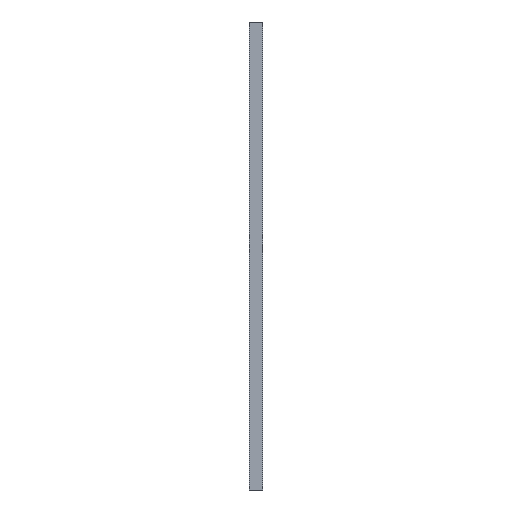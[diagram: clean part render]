
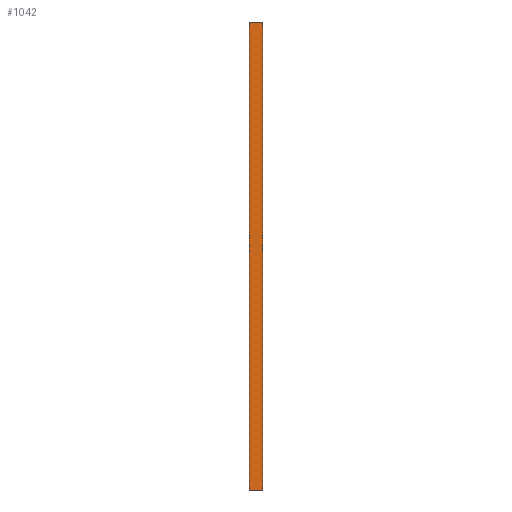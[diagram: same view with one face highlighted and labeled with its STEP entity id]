
A CAD part, left-side view. The second image highlights one B-rep face of the part: STEP entity #1042.
In plain terms, the highlighted planar face has unit normal (-1, 0, 0).
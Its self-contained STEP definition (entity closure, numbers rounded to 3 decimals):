
#104=FACE_OUTER_BOUND('',#170,.T.);
#170=EDGE_LOOP('',(#811,#812,#813,#814));
#224=LINE('',#1535,#332);
#251=LINE('',#1636,#359);
#253=LINE('',#1640,#361);
#278=LINE('',#1738,#386);
#332=VECTOR('',#1218,10.);
#359=VECTOR('',#1295,10.);
#361=VECTOR('',#1299,10.);
#386=VECTOR('',#1374,10.);
#439=VERTEX_POINT('',#1532);
#440=VERTEX_POINT('',#1534);
#489=VERTEX_POINT('',#1634);
#490=VERTEX_POINT('',#1638);
#544=EDGE_CURVE('',#439,#440,#224,.T.);
#595=EDGE_CURVE('',#439,#489,#251,.T.);
#597=EDGE_CURVE('',#490,#489,#253,.T.);
#646=EDGE_CURVE('',#490,#440,#278,.T.);
#811=ORIENTED_EDGE('',*,*,#595,.T.);
#812=ORIENTED_EDGE('',*,*,#597,.F.);
#813=ORIENTED_EDGE('',*,*,#646,.T.);
#814=ORIENTED_EDGE('',*,*,#544,.F.);
#1012=PLANE('',#1158);
#1042=ADVANCED_FACE('',(#104),#1012,.F.);
#1158=AXIS2_PLACEMENT_3D('',#1739,#1375,#1376);
#1218=DIRECTION('',(0.,0.,1.));
#1295=DIRECTION('',(0.,-1.,0.));
#1299=DIRECTION('',(0.,0.,-1.));
#1374=DIRECTION('',(0.,1.,0.));
#1375=DIRECTION('center_axis',(1.,0.,0.));
#1376=DIRECTION('ref_axis',(0.,0.,-1.));
#1532=CARTESIAN_POINT('',(-15.,6.,-59.28));
#1534=CARTESIAN_POINT('',(-15.,6.,11.));
#1535=CARTESIAN_POINT('',(-15.,6.,-42.21));
#1634=CARTESIAN_POINT('',(-15.,4.,-59.28));
#1636=CARTESIAN_POINT('',(-15.,4.,-59.28));
#1638=CARTESIAN_POINT('',(-15.,4.,11.));
#1640=CARTESIAN_POINT('',(-15.,4.,-42.21));
#1738=CARTESIAN_POINT('',(-15.,4.,11.));
#1739=CARTESIAN_POINT('Origin',(-15.,4.,-60.28));
